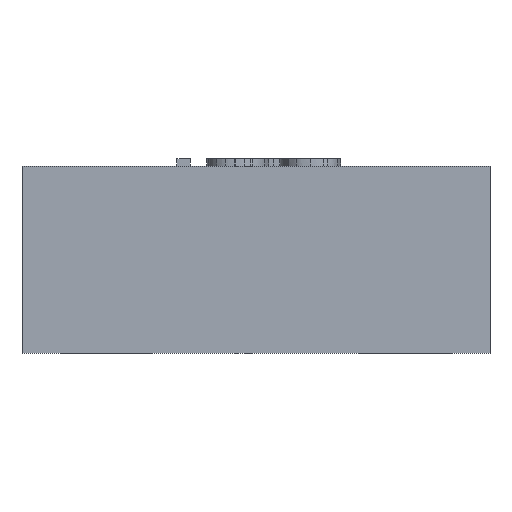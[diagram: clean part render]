
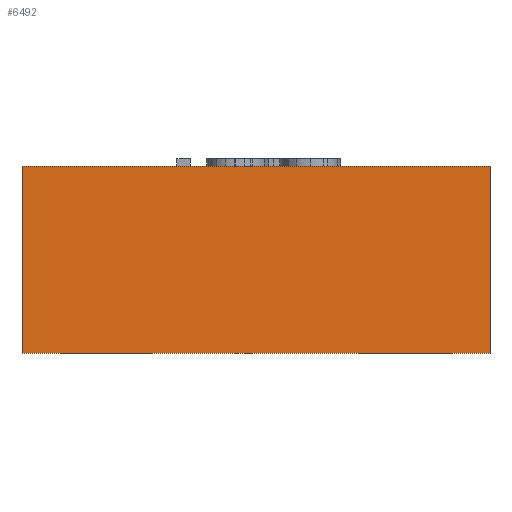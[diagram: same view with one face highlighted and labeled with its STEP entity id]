
A CAD part, front view. The second image highlights one B-rep face of the part: STEP entity #6492.
In plain terms, the highlighted planar face has unit normal (0, -1, 0).
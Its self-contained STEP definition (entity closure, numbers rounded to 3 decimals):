
#832=PLANE('',#6835);
#1100=FACE_OUTER_BOUND('',#1496,.T.);
#1496=EDGE_LOOP('',(#5349,#5350,#5351,#5352));
#1960=LINE('',#11381,#2454);
#1961=LINE('',#11384,#2455);
#1962=LINE('',#11386,#2456);
#1963=LINE('',#11387,#2457);
#2454=VECTOR('',#7437,10.);
#2455=VECTOR('',#7440,10.);
#2456=VECTOR('',#7441,10.);
#2457=VECTOR('',#7442,10.);
#3071=VERTEX_POINT('',#11377);
#3072=VERTEX_POINT('',#11379);
#3073=VERTEX_POINT('',#11383);
#3074=VERTEX_POINT('',#11385);
#3888=EDGE_CURVE('',#3071,#3072,#1960,.T.);
#3889=EDGE_CURVE('',#3071,#3073,#1961,.T.);
#3890=EDGE_CURVE('',#3074,#3072,#1962,.T.);
#3891=EDGE_CURVE('',#3073,#3074,#1963,.T.);
#5349=ORIENTED_EDGE('',*,*,#3889,.F.);
#5350=ORIENTED_EDGE('',*,*,#3888,.T.);
#5351=ORIENTED_EDGE('',*,*,#3890,.F.);
#5352=ORIENTED_EDGE('',*,*,#3891,.F.);
#6492=ADVANCED_FACE('',(#1100),#832,.T.);
#6835=AXIS2_PLACEMENT_3D('',#11382,#7438,#7439);
#7437=DIRECTION('',(0.,0.,1.));
#7438=DIRECTION('center_axis',(0.,-1.,0.));
#7439=DIRECTION('ref_axis',(1.,0.,0.));
#7440=DIRECTION('',(-1.,0.,0.));
#7441=DIRECTION('',(1.,0.,0.));
#7442=DIRECTION('',(0.,0.,1.));
#11377=CARTESIAN_POINT('',(-156.498,-109.389,0.));
#11379=CARTESIAN_POINT('',(-156.498,-109.389,10.));
#11381=CARTESIAN_POINT('',(-156.498,-109.389,0.));
#11382=CARTESIAN_POINT('Origin',(-181.498,-109.389,0.));
#11383=CARTESIAN_POINT('',(-181.498,-109.389,0.));
#11384=CARTESIAN_POINT('',(-156.498,-109.389,0.));
#11385=CARTESIAN_POINT('',(-181.498,-109.389,10.));
#11386=CARTESIAN_POINT('',(-156.498,-109.389,10.));
#11387=CARTESIAN_POINT('',(-181.498,-109.389,0.));
